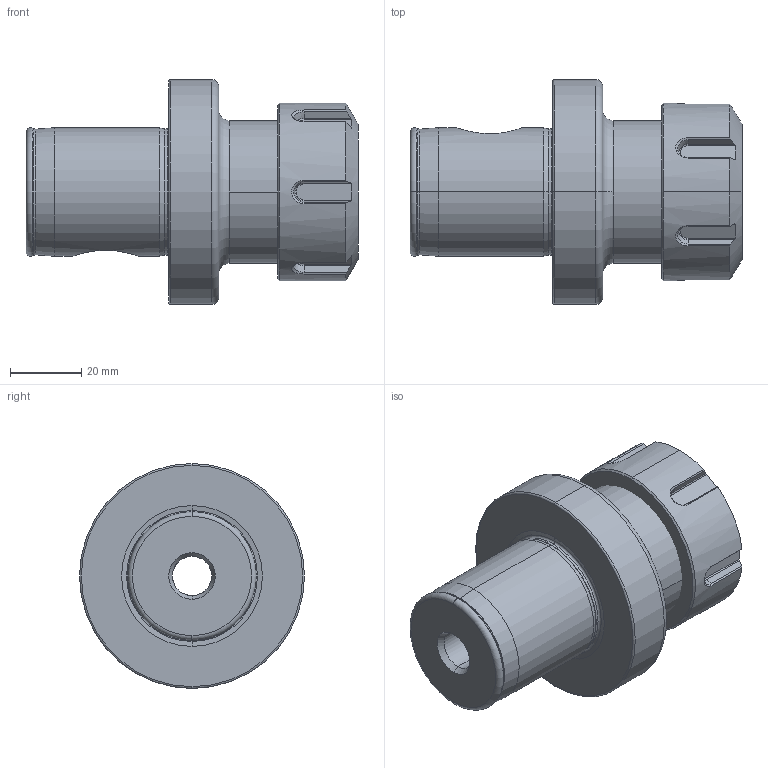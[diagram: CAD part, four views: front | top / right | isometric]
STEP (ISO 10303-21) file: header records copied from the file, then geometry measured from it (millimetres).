
FILE_DESCRIPTION (( 'STEP AP214' ), '1' );
FILE_NAME ('WH6.E32.K01.053.STEP', '2024-04-30T08:49:29', ( '' ), ( '' ), 'SwSTEP 2.0', 'SolidWorks 2022', '' );
FILE_SCHEMA (( 'AUTOMOTIVE_DESIGN' ));
Length unit declared in the file: millimetre
Products named in the file (3): WH6-E32.K01.053; E32-ER1.001.022; WH6.E32.K01.053
Assembly tree (2 placements, depth 2):
  WH6.E32.K01.053
    WH6-E32.K01.053
    E32-ER1.001.022
Bounding box: 93 x 63 x 63 mm (x, y, z)
Volume: 108655.9 mm3; surface area: 29606.7 mm2
Topology: 2 solids, 2 shells, 152 faces, 360 edges, 212 vertices
Faces by surface type: plane 55, cone 50, torus 24, cylinder 23
Entity records: 5165 total; most frequent: CARTESIAN_POINT 1515, DIRECTION 755, ORIENTED_EDGE 720, EDGE_CURVE 360, AXIS2_PLACEMENT_3D 304, VERTEX_POINT 212, EDGE_LOOP 160, ADVANCED_FACE 152
